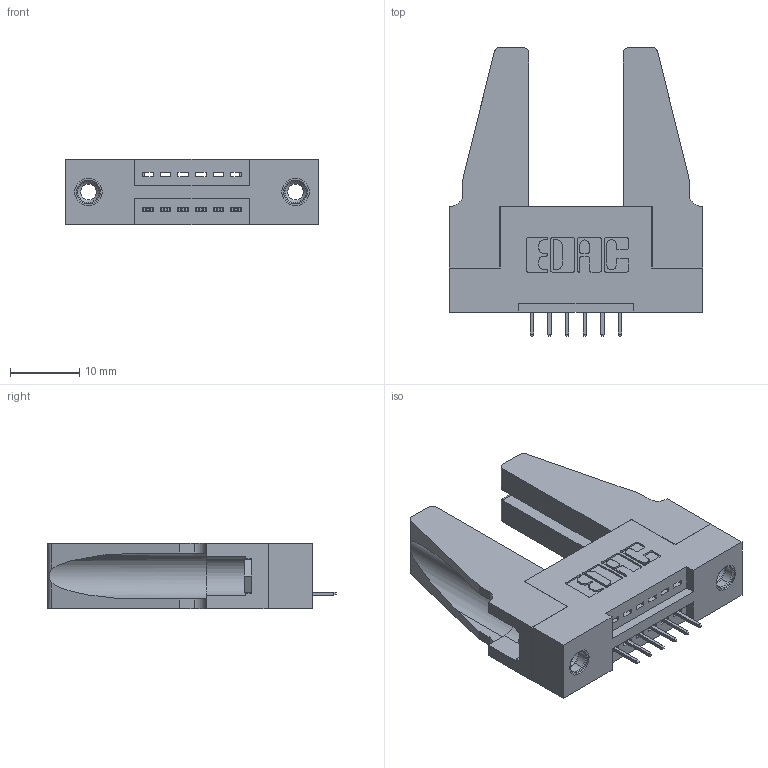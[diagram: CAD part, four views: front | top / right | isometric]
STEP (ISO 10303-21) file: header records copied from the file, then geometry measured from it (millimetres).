
FILE_DESCRIPTION (( 'STEP AP203' ), '1' );
FILE_NAME ('395-006-525-188.STEP', '2020-09-22T20:03:12', ( '' ), ( '' ), 'SwSTEP 2.0', 'SolidWorks 2020', '' );
FILE_SCHEMA (( 'CONFIG_CONTROL_DESIGN' ));
Length unit declared in the file: inch
Products named in the file (5): 345-292-001_345-293-125; 345 Part_Flush Mounting Lugs - 0.156 Dia-TH; 345-250-001_345-250-001-102; 345-220-078_345-220-088; 395-006-525-188
Assembly tree (11 placements, depth 2):
  395-006-525-188
    345 Part_Flush Mounting Lugs - 0.156 Dia-TH
    345-292-001_345-293-125  x6
    345-250-001_345-250-001-102  x2
    345-220-078_345-220-088  x2
Bounding box: 36.47 x 41.58 x 9.4 mm (x, y, z)
Volume: 6397.5 mm3; surface area: 6737.7 mm2
Topology: 11 solids, 11 shells, 622 faces, 1735 edges, 1122 vertices
Faces by surface type: plane 428, cylinder 178, cone 12, torus 4
Entity records: 11584 total; most frequent: CARTESIAN_POINT 1996, ORIENTED_EDGE 1896, DIRECTION 1804, EDGE_CURVE 948, LINE 754, VECTOR 754, VERTEX_POINT 622, AXIS2_PLACEMENT_3D 525
